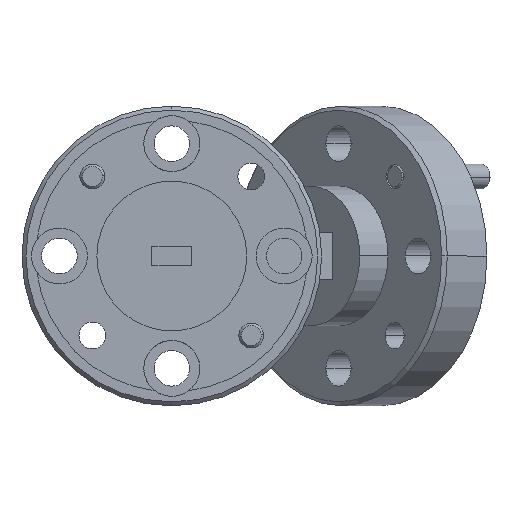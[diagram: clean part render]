
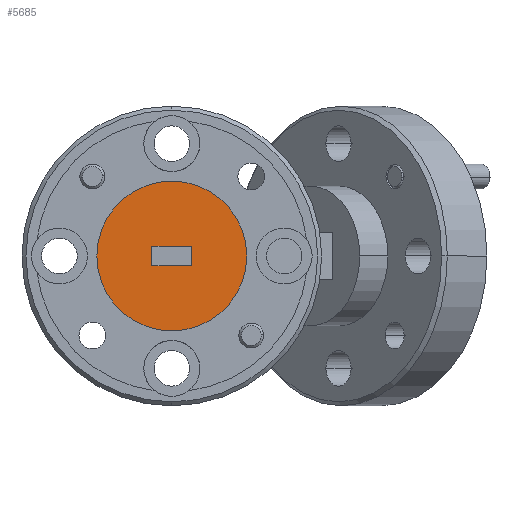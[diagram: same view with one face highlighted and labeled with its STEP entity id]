
A CAD part, left-side view. The second image highlights one B-rep face of the part: STEP entity #5685.
In plain terms, the highlighted planar face has unit normal (-1, 0, 0).
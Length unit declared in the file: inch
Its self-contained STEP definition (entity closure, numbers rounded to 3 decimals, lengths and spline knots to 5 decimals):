
#184 = VERTEX_POINT ( 'NONE', #664 ) ;
#231 = PLANE ( 'NONE',  #3628 ) ;
#250 = DIRECTION ( 'NONE',  ( 0., 0., 1. ) ) ;
#298 = EDGE_CURVE ( 'NONE', #1460, #4768, #4524, .T. ) ;
#317 = CARTESIAN_POINT ( 'NONE',  ( -1.72001, 0.89482, 0.18923 ) ) ;
#515 = VECTOR ( 'NONE', #5441, 39.37008 ) ;
#516 = DIRECTION ( 'NONE',  ( 0., -1., 0. ) ) ;
#664 = CARTESIAN_POINT ( 'NONE',  ( -1.72001, 0.84482, 0.35173 ) ) ;
#666 = ORIENTED_EDGE ( 'NONE', *, *, #5927, .F. ) ;
#700 = VERTEX_POINT ( 'NONE', #3326 ) ;
#895 = CARTESIAN_POINT ( 'NONE',  ( -1.72001, 0.89482, 0.18923 ) ) ;
#1044 = CIRCLE ( 'NONE', #3606, 0.1875 ) ;
#1070 = VECTOR ( 'NONE', #3742, 39.37008 ) ;
#1101 = ORIENTED_EDGE ( 'NONE', *, *, #3225, .T. ) ;
#1159 = CARTESIAN_POINT ( 'NONE',  ( -1.72001, 0.84482, 0.16423 ) ) ;
#1170 = EDGE_LOOP ( 'NONE', ( #6023, #1101 ) ) ;
#1377 = CIRCLE ( 'NONE', #3546, 0.1875 ) ;
#1460 = VERTEX_POINT ( 'NONE', #1911 ) ;
#1495 = CARTESIAN_POINT ( 'NONE',  ( -1.72001, 0.84482, 0.16423 ) ) ;
#1505 = ORIENTED_EDGE ( 'NONE', *, *, #3934, .F. ) ;
#1663 = VECTOR ( 'NONE', #516, 39.37008 ) ;
#1855 = VERTEX_POINT ( 'NONE', #317 ) ;
#1911 = CARTESIAN_POINT ( 'NONE',  ( -1.72001, 0.79482, 0.13923 ) ) ;
#2086 = EDGE_CURVE ( 'NONE', #184, #700, #1044, .T. ) ;
#2417 = ORIENTED_EDGE ( 'NONE', *, *, #298, .F. ) ;
#2592 = DIRECTION ( 'NONE',  ( -1., 0., 0. ) ) ;
#2691 = DIRECTION ( 'NONE',  ( 1., 0., 0. ) ) ;
#2935 = LINE ( 'NONE', #4895, #1663 ) ;
#3225 = EDGE_CURVE ( 'NONE', #700, #184, #1377, .T. ) ;
#3317 = DIRECTION ( 'NONE',  ( 0., 0., -1. ) ) ;
#3326 = CARTESIAN_POINT ( 'NONE',  ( -1.72001, 0.84482, -0.02327 ) ) ;
#3422 = CARTESIAN_POINT ( 'NONE',  ( -1.72001, 0.89482, 0.13923 ) ) ;
#3546 = AXIS2_PLACEMENT_3D ( 'NONE', #1159, #4166, #250 ) ;
#3606 = AXIS2_PLACEMENT_3D ( 'NONE', #1495, #2592, #5607 ) ;
#3628 = AXIS2_PLACEMENT_3D ( 'NONE', #4711, #2691, #3317 ) ;
#3742 = DIRECTION ( 'NONE',  ( 0., 1., 0. ) ) ;
#3771 = FACE_BOUND ( 'NONE', #5555, .T. ) ;
#3934 = EDGE_CURVE ( 'NONE', #1855, #4007, #4813, .T. ) ;
#4000 = CARTESIAN_POINT ( 'NONE',  ( -1.72001, 0.79482, 0.18923 ) ) ;
#4007 = VERTEX_POINT ( 'NONE', #3422 ) ;
#4166 = DIRECTION ( 'NONE',  ( -1., 0., 0. ) ) ;
#4183 = CARTESIAN_POINT ( 'NONE',  ( -1.72001, 0.79482, 0.18923 ) ) ;
#4434 = ORIENTED_EDGE ( 'NONE', *, *, #5050, .F. ) ;
#4524 = LINE ( 'NONE', #5105, #515 ) ;
#4657 = FACE_OUTER_BOUND ( 'NONE', #1170, .T. ) ;
#4711 = CARTESIAN_POINT ( 'NONE',  ( -1.72001, 0.84482, 0.16423 ) ) ;
#4721 = DIRECTION ( 'NONE',  ( 0., 0., -1. ) ) ;
#4768 = VERTEX_POINT ( 'NONE', #4000 ) ;
#4813 = LINE ( 'NONE', #895, #5485 ) ;
#4895 = CARTESIAN_POINT ( 'NONE',  ( -1.72001, 0.79482, 0.13923 ) ) ;
#5050 = EDGE_CURVE ( 'NONE', #4007, #1460, #2935, .T. ) ;
#5105 = CARTESIAN_POINT ( 'NONE',  ( -1.72001, 0.79482, 0.18923 ) ) ;
#5441 = DIRECTION ( 'NONE',  ( 0., 0., 1. ) ) ;
#5485 = VECTOR ( 'NONE', #4721, 39.37008 ) ;
#5555 = EDGE_LOOP ( 'NONE', ( #2417, #4434, #1505, #666 ) ) ;
#5607 = DIRECTION ( 'NONE',  ( 0., 0., 1. ) ) ;
#5685 = ADVANCED_FACE ( 'NONE', ( #3771, #4657 ), #231, .F. ) ;
#5927 = EDGE_CURVE ( 'NONE', #4768, #1855, #6173, .T. ) ;
#6023 = ORIENTED_EDGE ( 'NONE', *, *, #2086, .T. ) ;
#6173 = LINE ( 'NONE', #4183, #1070 ) ;
